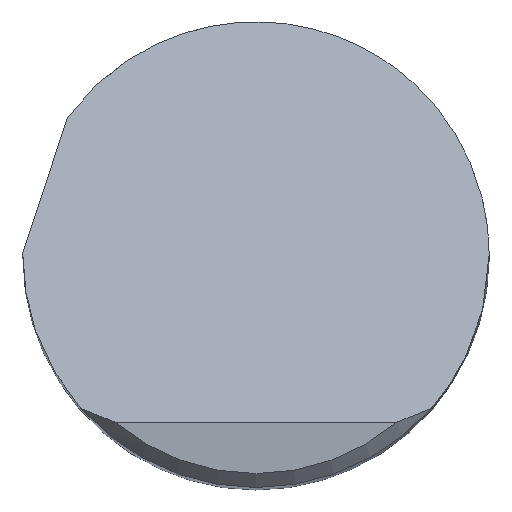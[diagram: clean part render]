
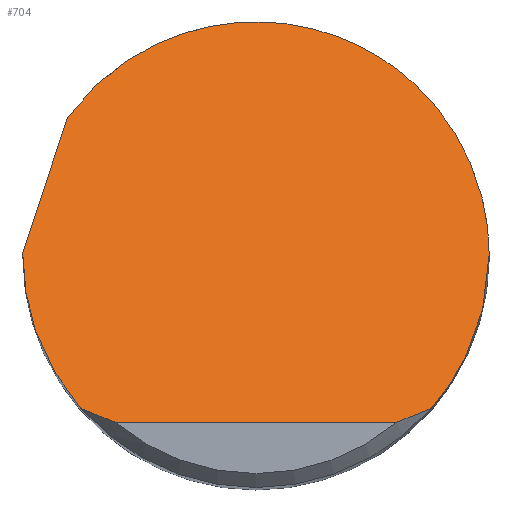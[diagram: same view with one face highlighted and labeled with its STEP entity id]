
A CAD part, top view. The second image highlights one B-rep face of the part: STEP entity #704.
In plain terms, the highlighted planar face has unit normal (0, 0.707, 0.707).
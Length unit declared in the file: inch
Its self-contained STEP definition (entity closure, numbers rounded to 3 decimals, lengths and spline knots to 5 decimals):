
#4 = ORIENTED_EDGE ( 'NONE', *, *, #655, .F. ) ;
#21 = EDGE_CURVE ( 'NONE', #429, #494, #76, .T. ) ;
#26 = CARTESIAN_POINT ( 'NONE',  ( 0.22834, -0.11887, 2.93887 ) ) ;
#60 = LINE ( 'NONE', #184, #382 ) ;
#61 = CARTESIAN_POINT ( 'NONE',  ( -0.25, 0., 2.82 ) ) ;
#76 = B_SPLINE_CURVE_WITH_KNOTS ( 'NONE', 3,
 ( #553, #319, #326, #266 ),
 .UNSPECIFIED., .F., .F.,
 ( 4, 4 ),
 ( 0., 0.00108 ),
 .UNSPECIFIED. ) ;
#79 = VECTOR ( 'NONE', #123, 39.37008 ) ;
#101 = CARTESIAN_POINT ( 'NONE',  ( 0.25, 0.29348, 2.52652 ) ) ;
#107 =( BOUNDED_CURVE ( )  B_SPLINE_CURVE ( 3, ( #269, #260, #26, #664 ),
 .UNSPECIFIED., .F., .T. ) 
 B_SPLINE_CURVE_WITH_KNOTS ( ( 4, 4 ),
 ( 1.5708, 2.29162 ),
 .UNSPECIFIED. ) 
 CURVE ( )  GEOMETRIC_REPRESENTATION_ITEM ( )  RATIONAL_B_SPLINE_CURVE ( ( 1., 0.957, 0.957, 1. ) ) 
 REPRESENTATION_ITEM ( '' )  );
#112 = CARTESIAN_POINT ( 'NONE',  ( 0.18782, -0.165, 2.985 ) ) ;
#115 = CARTESIAN_POINT ( 'NONE',  ( 0.18782, -0.165, 2.985 ) ) ;
#123 = DIRECTION ( 'NONE',  ( 1., 0., 0. ) ) ;
#133 = B_SPLINE_CURVE_WITH_KNOTS ( 'NONE', 3,
 ( #456, #685, #629, #112 ),
 .UNSPECIFIED., .F., .F.,
 ( 4, 4 ),
 ( 0., 0.00108 ),
 .UNSPECIFIED. ) ;
#141 = CARTESIAN_POINT ( 'NONE',  ( -0.22834, -0.11887, 2.93887 ) ) ;
#170 = EDGE_LOOP ( 'NONE', ( #301, #507, #647, #672, #502, #377, #4, #371 ) ) ;
#181 = VERTEX_POINT ( 'NONE', #61 ) ;
#184 = CARTESIAN_POINT ( 'NONE',  ( -0.30701, -0.17058, 2.99058 ) ) ;
#198 = CARTESIAN_POINT ( 'NONE',  ( -0.25, 0., 2.82 ) ) ;
#203 = FACE_OUTER_BOUND ( 'NONE', #170, .T. ) ;
#212 = CARTESIAN_POINT ( 'NONE',  ( -0.20198, 0.14732, 2.67268 ) ) ;
#237 =( BOUNDED_CURVE ( )  B_SPLINE_CURVE ( 3, ( #252, #141, #718, #198 ),
 .UNSPECIFIED., .F., .T. ) 
 B_SPLINE_CURVE_WITH_KNOTS ( ( 4, 4 ),
 ( 3.99157, 4.71239 ),
 .UNSPECIFIED. ) 
 CURVE ( )  GEOMETRIC_REPRESENTATION_ITEM ( )  RATIONAL_B_SPLINE_CURVE ( ( 1., 0.957, 0.957, 1. ) ) 
 REPRESENTATION_ITEM ( '' )  );
#244 = CARTESIAN_POINT ( 'NONE',  ( 0., -0.18, 3. ) ) ;
#252 = CARTESIAN_POINT ( 'NONE',  ( -0.18782, -0.165, 2.985 ) ) ;
#254 = EDGE_CURVE ( 'NONE', #668, #591, #133, .T. ) ;
#260 = CARTESIAN_POINT ( 'NONE',  ( 0.25, -0.06141, 2.88141 ) ) ;
#263 =( BOUNDED_CURVE ( )  B_SPLINE_CURVE ( 3, ( #498, #576, #581, #680 ),
 .UNSPECIFIED., .F., .T. ) 
 B_SPLINE_CURVE_WITH_KNOTS ( ( 4, 4 ),
 ( 4.71239, 4.72039 ),
 .UNSPECIFIED. ) 
 CURVE ( )  GEOMETRIC_REPRESENTATION_ITEM ( )  RATIONAL_B_SPLINE_CURVE ( ( 1., 1., 1., 1. ) ) 
 REPRESENTATION_ITEM ( '' )  );
#266 = CARTESIAN_POINT ( 'NONE',  ( -0.15108, -0.18, 3. ) ) ;
#269 = CARTESIAN_POINT ( 'NONE',  ( 0.25, 0., 2.82 ) ) ;
#301 = ORIENTED_EDGE ( 'NONE', *, *, #392, .T. ) ;
#303 = EDGE_CURVE ( 'NONE', #181, #526, #263, .T. ) ;
#319 = CARTESIAN_POINT ( 'NONE',  ( -0.17589, -0.1704, 2.9904 ) ) ;
#326 = CARTESIAN_POINT ( 'NONE',  ( -0.16367, -0.17542, 2.99542 ) ) ;
#353 = AXIS2_PLACEMENT_3D ( 'NONE', #482, #716, #654 ) ;
#371 = ORIENTED_EDGE ( 'NONE', *, *, #21, .T. ) ;
#373 = PLANE ( 'NONE',  #353 ) ;
#377 = ORIENTED_EDGE ( 'NONE', *, *, #303, .F. ) ;
#382 = VECTOR ( 'NONE', #628, 39.37008 ) ;
#383 = CARTESIAN_POINT ( 'NONE',  ( -0.20198, 0.14732, 2.67268 ) ) ;
#392 = EDGE_CURVE ( 'NONE', #494, #668, #621, .T. ) ;
#396 = CARTESIAN_POINT ( 'NONE',  ( -0.02903, 0.38443, 2.43557 ) ) ;
#427 = EDGE_CURVE ( 'NONE', #443, #700, #701, .T. ) ;
#429 = VERTEX_POINT ( 'NONE', #677 ) ;
#432 = EDGE_CURVE ( 'NONE', #700, #591, #107, .T. ) ;
#435 = CARTESIAN_POINT ( 'NONE',  ( 0.25, 0., 2.82 ) ) ;
#443 = VERTEX_POINT ( 'NONE', #383 ) ;
#456 = CARTESIAN_POINT ( 'NONE',  ( 0.15108, -0.18, 3. ) ) ;
#461 = CARTESIAN_POINT ( 'NONE',  ( -0.24999, 0.002, 2.818 ) ) ;
#482 = CARTESIAN_POINT ( 'NONE',  ( -0.25, -0.18, 3. ) ) ;
#494 = VERTEX_POINT ( 'NONE', #741 ) ;
#498 = CARTESIAN_POINT ( 'NONE',  ( -0.25, 0., 2.82 ) ) ;
#502 = ORIENTED_EDGE ( 'NONE', *, *, #579, .F. ) ;
#507 = ORIENTED_EDGE ( 'NONE', *, *, #254, .T. ) ;
#526 = VERTEX_POINT ( 'NONE', #461 ) ;
#538 = CARTESIAN_POINT ( 'NONE',  ( 0.25, 0., 2.82 ) ) ;
#553 = CARTESIAN_POINT ( 'NONE',  ( -0.18782, -0.165, 2.985 ) ) ;
#576 = CARTESIAN_POINT ( 'NONE',  ( -0.25, 0.00067, 2.81933 ) ) ;
#579 = EDGE_CURVE ( 'NONE', #526, #443, #60, .T. ) ;
#581 = CARTESIAN_POINT ( 'NONE',  ( -0.25, 0.00133, 2.81867 ) ) ;
#591 = VERTEX_POINT ( 'NONE', #115 ) ;
#599 = CARTESIAN_POINT ( 'NONE',  ( 0.15108, -0.18, 3. ) ) ;
#621 = LINE ( 'NONE', #244, #79 ) ;
#628 = DIRECTION ( 'NONE',  ( 0.227, 0.689, -0.689 ) ) ;
#629 = CARTESIAN_POINT ( 'NONE',  ( 0.17589, -0.1704, 2.9904 ) ) ;
#647 = ORIENTED_EDGE ( 'NONE', *, *, #432, .F. ) ;
#654 = DIRECTION ( 'NONE',  ( 0., 0.707, -0.707 ) ) ;
#655 = EDGE_CURVE ( 'NONE', #429, #181, #237, .T. ) ;
#664 = CARTESIAN_POINT ( 'NONE',  ( 0.18782, -0.165, 2.985 ) ) ;
#668 = VERTEX_POINT ( 'NONE', #599 ) ;
#672 = ORIENTED_EDGE ( 'NONE', *, *, #427, .F. ) ;
#677 = CARTESIAN_POINT ( 'NONE',  ( -0.18782, -0.165, 2.985 ) ) ;
#680 = CARTESIAN_POINT ( 'NONE',  ( -0.24999, 0.002, 2.818 ) ) ;
#685 = CARTESIAN_POINT ( 'NONE',  ( 0.16367, -0.17542, 2.99542 ) ) ;
#700 = VERTEX_POINT ( 'NONE', #538 ) ;
#701 =( BOUNDED_CURVE ( )  B_SPLINE_CURVE ( 3, ( #212, #396, #101, #435 ),
 .UNSPECIFIED., .F., .T. ) 
 B_SPLINE_CURVE_WITH_KNOTS ( ( 4, 4 ),
 ( 5.34257, 7.85398 ),
 .UNSPECIFIED. ) 
 CURVE ( )  GEOMETRIC_REPRESENTATION_ITEM ( )  RATIONAL_B_SPLINE_CURVE ( ( 1., 0.54, 0.54, 1. ) ) 
 REPRESENTATION_ITEM ( '' )  );
#704 = ADVANCED_FACE ( 'NONE', ( #203 ), #373, .F. ) ;
#716 = DIRECTION ( 'NONE',  ( 0., -0.707, -0.707 ) ) ;
#718 = CARTESIAN_POINT ( 'NONE',  ( -0.25, -0.06141, 2.88141 ) ) ;
#741 = CARTESIAN_POINT ( 'NONE',  ( -0.15108, -0.18, 3. ) ) ;
